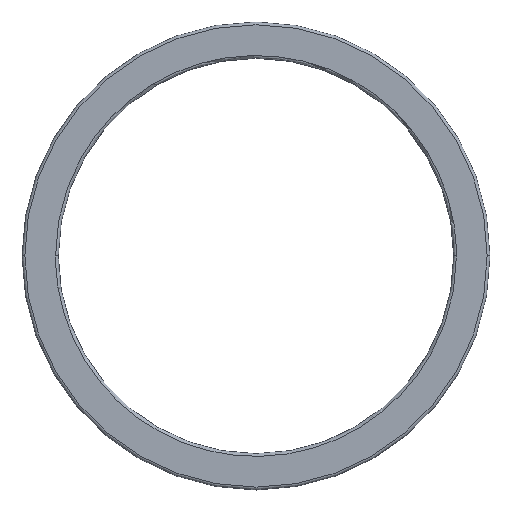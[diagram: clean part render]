
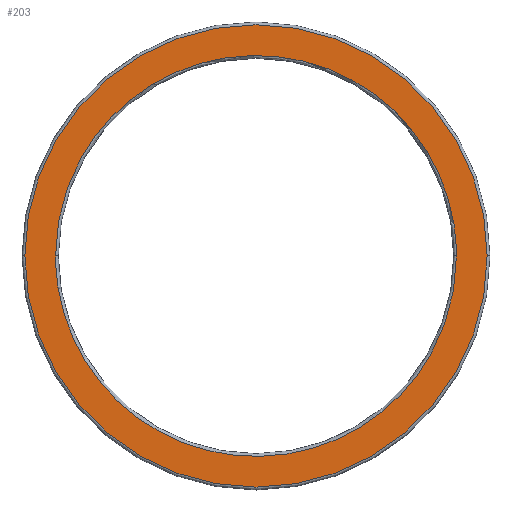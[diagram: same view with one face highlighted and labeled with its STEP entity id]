
A CAD part, top view. The second image highlights one B-rep face of the part: STEP entity #203.
In plain terms, the highlighted planar face has unit normal (0, 0, 1).
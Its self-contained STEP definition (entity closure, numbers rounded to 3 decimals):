
#54=AXIS2_PLACEMENT_3D('Circle Axis2P3D',#52,#53,$) ;
#123=AXIS2_PLACEMENT_3D('Circle Axis2P3D',#121,#122,$) ;
#137=AXIS2_PLACEMENT_3D('Plane Axis2P3D',#134,#135,#136) ;
#49=CARTESIAN_POINT('Vertex',(0.2,16.75,3.)) ;
#52=CARTESIAN_POINT('Axis2P3D Location',(16.75,16.75,3.)) ;
#56=CARTESIAN_POINT('Vertex',(33.3,16.75,3.)) ;
#121=CARTESIAN_POINT('Axis2P3D Location',(16.75,16.75,3.)) ;
#134=CARTESIAN_POINT('Axis2P3D Location',(16.75,16.75,3.)) ;
#144=CARTESIAN_POINT('Control Point',(31.1,16.75,3.)) ;
#145=CARTESIAN_POINT('Control Point',(31.1,15.451,3.)) ;
#146=CARTESIAN_POINT('Control Point',(30.953,14.152,3.)) ;
#147=CARTESIAN_POINT('Control Point',(30.659,12.875,3.)) ;
#148=CARTESIAN_POINT('Control Point',(29.787,10.41,3.)) ;
#149=CARTESIAN_POINT('Control Point',(28.387,8.202,3.)) ;
#150=CARTESIAN_POINT('Control Point',(27.564,7.182,3.)) ;
#151=CARTESIAN_POINT('Control Point',(25.702,5.347,3.)) ;
#152=CARTESIAN_POINT('Control Point',(23.476,3.974,3.)) ;
#153=CARTESIAN_POINT('Control Point',(22.29,3.417,3.)) ;
#154=CARTESIAN_POINT('Control Point',(19.813,2.58,3.)) ;
#155=CARTESIAN_POINT('Control Point',(17.212,2.319,3.)) ;
#156=CARTESIAN_POINT('Control Point',(15.901,2.336,3.)) ;
#157=CARTESIAN_POINT('Control Point',(13.308,2.668,3.)) ;
#158=CARTESIAN_POINT('Control Point',(10.854,3.57,3.)) ;
#159=CARTESIAN_POINT('Control Point',(9.683,4.159,3.)) ;
#160=CARTESIAN_POINT('Control Point',(7.496,5.591,3.)) ;
#161=CARTESIAN_POINT('Control Point',(5.684,7.476,3.)) ;
#162=CARTESIAN_POINT('Control Point',(4.888,8.517,3.)) ;
#163=CARTESIAN_POINT('Control Point',(3.587,10.696,3.)) ;
#164=CARTESIAN_POINT('Control Point',(2.79,13.102,3.)) ;
#165=CARTESIAN_POINT('Control Point',(2.53,14.306,3.)) ;
#166=CARTESIAN_POINT('Control Point',(2.4,15.528,3.)) ;
#167=CARTESIAN_POINT('Control Point',(2.4,16.75,3.)) ;
#168=CARTESIAN_POINT('Vertex',(31.1,16.75,3.)) ;
#170=CARTESIAN_POINT('Vertex',(2.4,16.75,3.)) ;
#174=CARTESIAN_POINT('Control Point',(2.4,16.75,3.)) ;
#175=CARTESIAN_POINT('Control Point',(2.4,18.049,3.)) ;
#176=CARTESIAN_POINT('Control Point',(2.547,19.348,3.)) ;
#177=CARTESIAN_POINT('Control Point',(2.841,20.625,3.)) ;
#178=CARTESIAN_POINT('Control Point',(3.713,23.09,3.)) ;
#179=CARTESIAN_POINT('Control Point',(5.113,25.298,3.)) ;
#180=CARTESIAN_POINT('Control Point',(5.936,26.318,3.)) ;
#181=CARTESIAN_POINT('Control Point',(7.798,28.153,3.)) ;
#182=CARTESIAN_POINT('Control Point',(10.024,29.526,3.)) ;
#183=CARTESIAN_POINT('Control Point',(11.21,30.083,3.)) ;
#184=CARTESIAN_POINT('Control Point',(13.687,30.92,3.)) ;
#185=CARTESIAN_POINT('Control Point',(16.288,31.181,3.)) ;
#186=CARTESIAN_POINT('Control Point',(17.599,31.164,3.)) ;
#187=CARTESIAN_POINT('Control Point',(20.192,30.832,3.)) ;
#188=CARTESIAN_POINT('Control Point',(22.646,29.93,3.)) ;
#189=CARTESIAN_POINT('Control Point',(23.817,29.341,3.)) ;
#190=CARTESIAN_POINT('Control Point',(26.004,27.909,3.)) ;
#191=CARTESIAN_POINT('Control Point',(27.816,26.024,3.)) ;
#192=CARTESIAN_POINT('Control Point',(28.612,24.983,3.)) ;
#193=CARTESIAN_POINT('Control Point',(29.913,22.804,3.)) ;
#194=CARTESIAN_POINT('Control Point',(30.71,20.398,3.)) ;
#195=CARTESIAN_POINT('Control Point',(30.97,19.194,3.)) ;
#196=CARTESIAN_POINT('Control Point',(31.1,17.972,3.)) ;
#197=CARTESIAN_POINT('Control Point',(31.1,16.75,3.)) ;
#53=DIRECTION('Axis2P3D Direction',(0.,0.,1.)) ;
#122=DIRECTION('Axis2P3D Direction',(0.,0.,1.)) ;
#135=DIRECTION('Axis2P3D Direction',(0.,0.,1.)) ;
#136=DIRECTION('Axis2P3D XDirection',(1.,0.,0.)) ;
#140=ORIENTED_EDGE('',*,*,#58,.T.) ;
#141=ORIENTED_EDGE('',*,*,#125,.T.) ;
#200=ORIENTED_EDGE('',*,*,#172,.T.) ;
#201=ORIENTED_EDGE('',*,*,#198,.T.) ;
#202=FACE_BOUND('',#199,.T.) ;
#203=ADVANCED_FACE('Verrundung1',(#142,#202),#138,.T.) ;
#143=B_SPLINE_CURVE_WITH_KNOTS('',5,(#144,#145,#146,#147,#148,#149,#150,#151,#152,#153,#154,#155,#156,#157,#158,#159,#160,#161,#162,#163,#164,#165,#166,#167),.UNSPECIFIED.,.F.,.U.,(6,3,3,3,3,3,3,6),(0.,9.205,18.41,27.615,36.82,46.024,55.229,63.889),.UNSPECIFIED.) ;
#173=B_SPLINE_CURVE_WITH_KNOTS('',5,(#174,#175,#176,#177,#178,#179,#180,#181,#182,#183,#184,#185,#186,#187,#188,#189,#190,#191,#192,#193,#194,#195,#196,#197),.UNSPECIFIED.,.F.,.U.,(6,3,3,3,3,3,3,6),(0.,9.205,18.41,27.615,36.82,46.024,55.229,63.889),.UNSPECIFIED.) ;
#55=CIRCLE('generated circle',#54,16.55) ;
#124=CIRCLE('generated circle',#123,16.55) ;
#58=EDGE_CURVE('',#57,#50,#55,.T.) ;
#125=EDGE_CURVE('',#50,#57,#124,.T.) ;
#172=EDGE_CURVE('',#169,#171,#143,.T.) ;
#198=EDGE_CURVE('',#171,#169,#173,.T.) ;
#139=EDGE_LOOP('',(#140,#141)) ;
#199=EDGE_LOOP('',(#200,#201)) ;
#142=FACE_OUTER_BOUND('',#139,.T.) ;
#138=PLANE('',#137) ;
#50=VERTEX_POINT('',#49) ;
#57=VERTEX_POINT('',#56) ;
#169=VERTEX_POINT('',#168) ;
#171=VERTEX_POINT('',#170) ;
